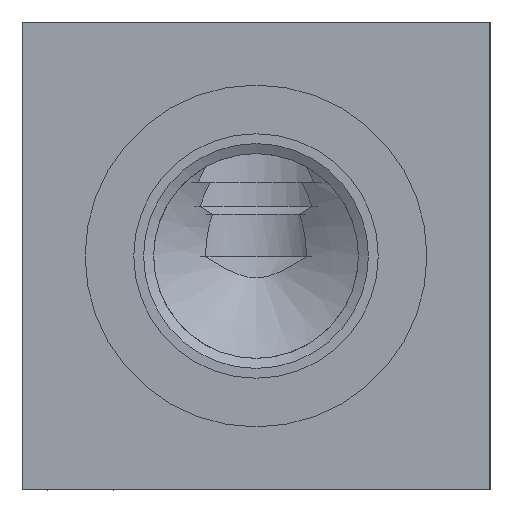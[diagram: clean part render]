
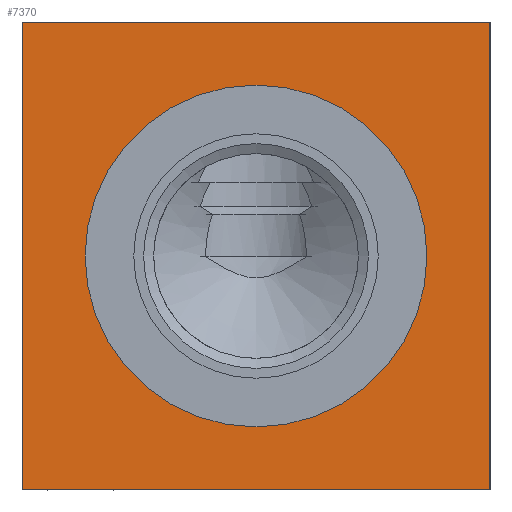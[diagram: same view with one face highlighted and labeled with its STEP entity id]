
A CAD part, left-side view. The second image highlights one B-rep face of the part: STEP entity #7370.
In plain terms, the highlighted planar face has unit normal (-1, 0, 0).
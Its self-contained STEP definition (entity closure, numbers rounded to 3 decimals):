
#156=CIRCLE('',#7746,18.555);
#157=CIRCLE('',#7747,18.555);
#216=FACE_BOUND('',#1244,.T.);
#447=PLANE('',#7763);
#821=FACE_OUTER_BOUND('',#1243,.T.);
#1243=EDGE_LOOP('',(#6566,#6567,#6568,#6569));
#1244=EDGE_LOOP('',(#6570,#6571));
#1521=LINE('',#11337,#2207);
#1935=LINE('',#12756,#2621);
#1936=LINE('',#12757,#2622);
#1937=LINE('',#12758,#2623);
#2207=VECTOR('',#8169,10.);
#2621=VECTOR('',#9197,10.);
#2622=VECTOR('',#9198,10.);
#2623=VECTOR('',#9199,10.);
#3151=VERTEX_POINT('',#11330);
#3154=VERTEX_POINT('',#11335);
#3525=VERTEX_POINT('',#12720);
#3526=VERTEX_POINT('',#12721);
#3537=VERTEX_POINT('',#12754);
#3538=VERTEX_POINT('',#12755);
#3991=EDGE_CURVE('',#3154,#3151,#1521,.T.);
#4537=EDGE_CURVE('',#3525,#3526,#156,.T.);
#4538=EDGE_CURVE('',#3526,#3525,#157,.T.);
#4553=EDGE_CURVE('',#3537,#3538,#1935,.T.);
#4554=EDGE_CURVE('',#3538,#3151,#1936,.T.);
#4555=EDGE_CURVE('',#3537,#3154,#1937,.T.);
#6566=ORIENTED_EDGE('',*,*,#4553,.T.);
#6567=ORIENTED_EDGE('',*,*,#4554,.T.);
#6568=ORIENTED_EDGE('',*,*,#3991,.F.);
#6569=ORIENTED_EDGE('',*,*,#4555,.F.);
#6570=ORIENTED_EDGE('',*,*,#4537,.T.);
#6571=ORIENTED_EDGE('',*,*,#4538,.T.);
#7370=ADVANCED_FACE('',(#821,#216),#447,.T.);
#7746=AXIS2_PLACEMENT_3D('',#12722,#9157,#9158);
#7747=AXIS2_PLACEMENT_3D('',#12723,#9159,#9160);
#7763=AXIS2_PLACEMENT_3D('',#12753,#9195,#9196);
#8169=DIRECTION('',(0.,-1.,0.));
#9157=DIRECTION('center_axis',(1.,0.,0.));
#9158=DIRECTION('ref_axis',(0.,0.,1.));
#9159=DIRECTION('center_axis',(1.,0.,0.));
#9160=DIRECTION('ref_axis',(0.,0.,1.));
#9195=DIRECTION('center_axis',(-1.,0.,0.));
#9196=DIRECTION('ref_axis',(0.,-1.,0.));
#9197=DIRECTION('',(0.,-1.,0.));
#9198=DIRECTION('',(0.,0.,1.));
#9199=DIRECTION('',(0.,0.,1.));
#11330=CARTESIAN_POINT('',(0.,0.,50.8));
#11335=CARTESIAN_POINT('',(0.,50.8,50.8));
#11337=CARTESIAN_POINT('',(0.,50.8,50.8));
#12720=CARTESIAN_POINT('',(0.,25.4,43.955));
#12721=CARTESIAN_POINT('',(0.,25.4,6.845));
#12722=CARTESIAN_POINT('Origin',(0.,25.4,25.4));
#12723=CARTESIAN_POINT('Origin',(0.,25.4,25.4));
#12753=CARTESIAN_POINT('Origin',(0.,50.8,0.));
#12754=CARTESIAN_POINT('',(0.,50.8,0.));
#12755=CARTESIAN_POINT('',(0.,0.,0.));
#12756=CARTESIAN_POINT('',(0.,50.8,0.));
#12757=CARTESIAN_POINT('',(0.,0.,0.));
#12758=CARTESIAN_POINT('',(0.,50.8,0.));
